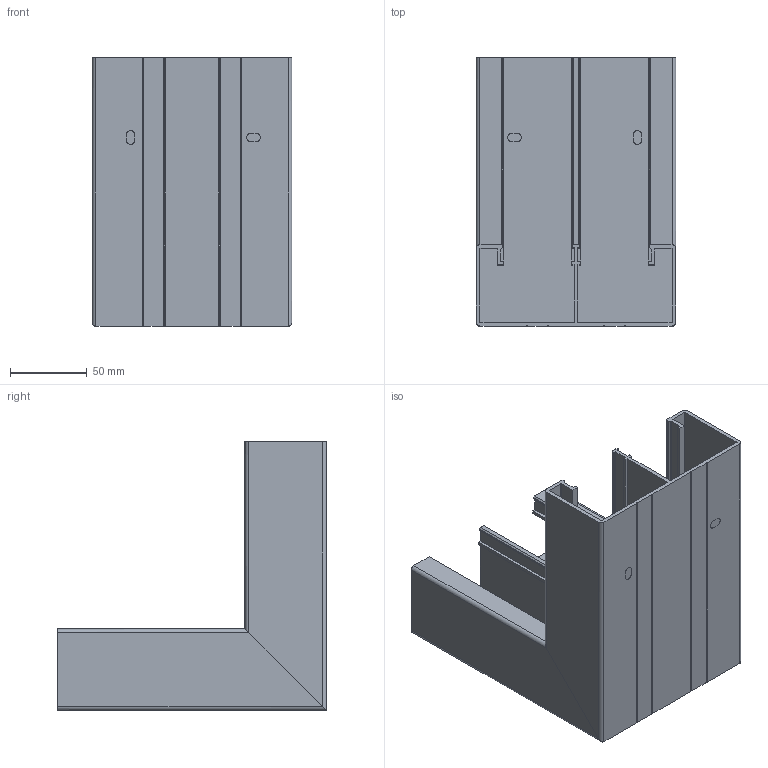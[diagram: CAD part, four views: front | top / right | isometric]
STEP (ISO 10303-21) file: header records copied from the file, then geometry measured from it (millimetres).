
FILE_DESCRIPTION (( 'STEP AP214' ), '1' );
FILE_NAME ('6113242.stp', '2016-05-23T11:59:15', ( '' ), ( '' ), 'SwSTEP 2.0', 'SolidWorks 2014', '' );
FILE_SCHEMA (( 'AUTOMOTIVE_DESIGN' ));
Length unit declared in the file: millimetre
Products named in the file (2): 091643_L=2000 mit Lochung; 6113242
Assembly tree (2 placements, depth 2):
  6113242
    091643_L=2000 mit Lochung  x2
Bounding box: 130 x 175 x 175 mm (x, y, z)
Volume: 257616.4 mm3; surface area: 214798 mm2
Topology: 8 solids, 8 shells, 232 faces, 648 edges, 432 vertices
Faces by surface type: plane 144, cylinder 88
Entity records: 3813 total; most frequent: CARTESIAN_POINT 757, ORIENTED_EDGE 648, DIRECTION 590, EDGE_CURVE 324, LINE 236, VECTOR 236, VERTEX_POINT 216, AXIS2_PLACEMENT_3D 177
